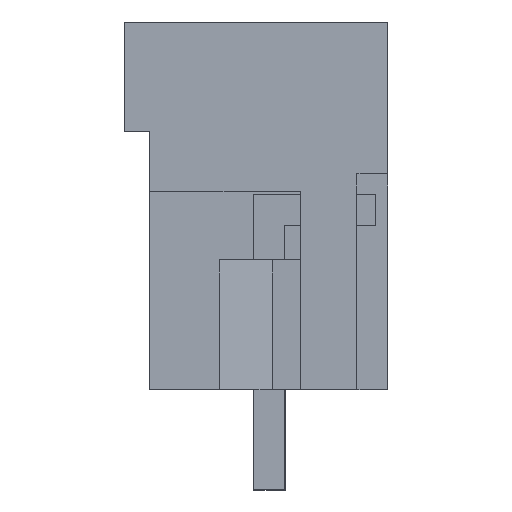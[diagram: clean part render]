
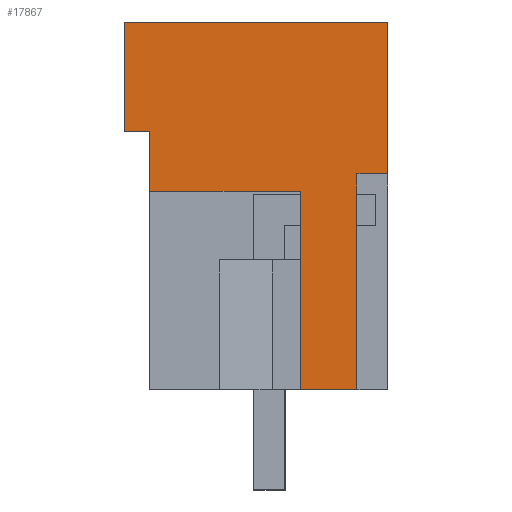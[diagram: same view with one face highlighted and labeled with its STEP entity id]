
A CAD part, left-side view. The second image highlights one B-rep face of the part: STEP entity #17867.
In plain terms, the highlighted planar face has unit normal (-1, 0, 0).
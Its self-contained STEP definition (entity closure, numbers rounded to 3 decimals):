
#17843=AXIS2_PLACEMENT_3D('Plane Axis2P3D',#17840,#17841,#17842) ;
#555=CARTESIAN_POINT('Vertex',(0.,8.405,14.95)) ;
#558=CARTESIAN_POINT('Line Origine',(0.,4.203,14.95)) ;
#562=CARTESIAN_POINT('Vertex',(0.,0.,14.95)) ;
#4508=CARTESIAN_POINT('Vertex',(0.,8.405,11.45)) ;
#4511=CARTESIAN_POINT('Line Origine',(0.,8.405,13.2)) ;
#16842=CARTESIAN_POINT('Vertex',(0.,2.785,9.55)) ;
#16847=CARTESIAN_POINT('Line Origine',(0.,5.193,9.55)) ;
#16851=CARTESIAN_POINT('Vertex',(0.,7.6,9.55)) ;
#16926=CARTESIAN_POINT('Vertex',(0.,2.785,3.2)) ;
#16929=CARTESIAN_POINT('Line Origine',(0.,2.785,6.375)) ;
#16961=CARTESIAN_POINT('Vertex',(0.,0.,10.096)) ;
#16966=CARTESIAN_POINT('Line Origine',(0.,0.489,10.096)) ;
#16970=CARTESIAN_POINT('Vertex',(0.,0.978,10.096)) ;
#17039=CARTESIAN_POINT('Vertex',(0.,0.978,3.2)) ;
#17042=CARTESIAN_POINT('Line Origine',(0.,1.881,3.2)) ;
#17437=CARTESIAN_POINT('Line Origine',(0.,7.6,10.5)) ;
#17441=CARTESIAN_POINT('Vertex',(0.,7.6,11.45)) ;
#17764=CARTESIAN_POINT('Line Origine',(0.,8.003,11.45)) ;
#17840=CARTESIAN_POINT('Axis2P3D Location',(0.,8.405,0.)) ;
#17845=CARTESIAN_POINT('Line Origine',(0.,0.978,6.648)) ;
#17850=CARTESIAN_POINT('Line Origine',(0.,0.,12.523)) ;
#559=DIRECTION('Vector Direction',(0.,1.,0.)) ;
#4512=DIRECTION('Vector Direction',(0.,0.,-1.)) ;
#16848=DIRECTION('Vector Direction',(0.,-1.,0.)) ;
#16930=DIRECTION('Vector Direction',(0.,0.,-1.)) ;
#16967=DIRECTION('Vector Direction',(0.,1.,0.)) ;
#17043=DIRECTION('Vector Direction',(0.,1.,0.)) ;
#17438=DIRECTION('Vector Direction',(0.,0.,-1.)) ;
#17765=DIRECTION('Vector Direction',(0.,1.,0.)) ;
#17841=DIRECTION('Axis2P3D Direction',(-1.,0.,0.)) ;
#17842=DIRECTION('Axis2P3D XDirection',(0.,-1.,0.)) ;
#17846=DIRECTION('Vector Direction',(0.,0.,-1.)) ;
#17851=DIRECTION('Vector Direction',(0.,0.,1.)) ;
#560=VECTOR('Line Direction',#559,1.) ;
#4513=VECTOR('Line Direction',#4512,1.) ;
#16849=VECTOR('Line Direction',#16848,1.) ;
#16931=VECTOR('Line Direction',#16930,1.) ;
#16968=VECTOR('Line Direction',#16967,1.) ;
#17044=VECTOR('Line Direction',#17043,1.) ;
#17439=VECTOR('Line Direction',#17438,1.) ;
#17766=VECTOR('Line Direction',#17765,1.) ;
#17847=VECTOR('Line Direction',#17846,1.) ;
#17852=VECTOR('Line Direction',#17851,1.) ;
#17856=ORIENTED_EDGE('',*,*,#17046,.T.) ;
#17857=ORIENTED_EDGE('',*,*,#17849,.F.) ;
#17858=ORIENTED_EDGE('',*,*,#16972,.F.) ;
#17859=ORIENTED_EDGE('',*,*,#17854,.T.) ;
#17860=ORIENTED_EDGE('',*,*,#564,.T.) ;
#17861=ORIENTED_EDGE('',*,*,#4515,.T.) ;
#17862=ORIENTED_EDGE('',*,*,#17768,.T.) ;
#17863=ORIENTED_EDGE('',*,*,#17443,.T.) ;
#17864=ORIENTED_EDGE('',*,*,#16853,.F.) ;
#17865=ORIENTED_EDGE('',*,*,#16933,.F.) ;
#17867=ADVANCED_FACE('HOUSING',(#17866),#17844,.T.) ;
#564=EDGE_CURVE('',#563,#556,#561,.T.) ;
#4515=EDGE_CURVE('',#556,#4509,#4514,.T.) ;
#16853=EDGE_CURVE('',#16843,#16852,#16850,.F.) ;
#16933=EDGE_CURVE('',#16927,#16843,#16932,.F.) ;
#16972=EDGE_CURVE('',#16962,#16971,#16969,.T.) ;
#17046=EDGE_CURVE('',#16927,#17040,#17045,.F.) ;
#17443=EDGE_CURVE('',#17442,#16852,#17440,.T.) ;
#17768=EDGE_CURVE('',#4509,#17442,#17767,.F.) ;
#17849=EDGE_CURVE('',#16971,#17040,#17848,.T.) ;
#17854=EDGE_CURVE('',#16962,#563,#17853,.T.) ;
#17855=EDGE_LOOP('',(#17856,#17857,#17858,#17859,#17860,#17861,#17862,#17863,#17864,#17865)) ;
#17866=FACE_OUTER_BOUND('',#17855,.T.) ;
#561=LINE('Line',#558,#560) ;
#4514=LINE('Line',#4511,#4513) ;
#16850=LINE('Line',#16847,#16849) ;
#16932=LINE('Line',#16929,#16931) ;
#16969=LINE('Line',#16966,#16968) ;
#17045=LINE('Line',#17042,#17044) ;
#17440=LINE('Line',#17437,#17439) ;
#17767=LINE('Line',#17764,#17766) ;
#17848=LINE('Line',#17845,#17847) ;
#17853=LINE('Line',#17850,#17852) ;
#17844=PLANE('',#17843) ;
#556=VERTEX_POINT('',#555) ;
#563=VERTEX_POINT('',#562) ;
#4509=VERTEX_POINT('',#4508) ;
#16843=VERTEX_POINT('',#16842) ;
#16852=VERTEX_POINT('',#16851) ;
#16927=VERTEX_POINT('',#16926) ;
#16962=VERTEX_POINT('',#16961) ;
#16971=VERTEX_POINT('',#16970) ;
#17040=VERTEX_POINT('',#17039) ;
#17442=VERTEX_POINT('',#17441) ;
